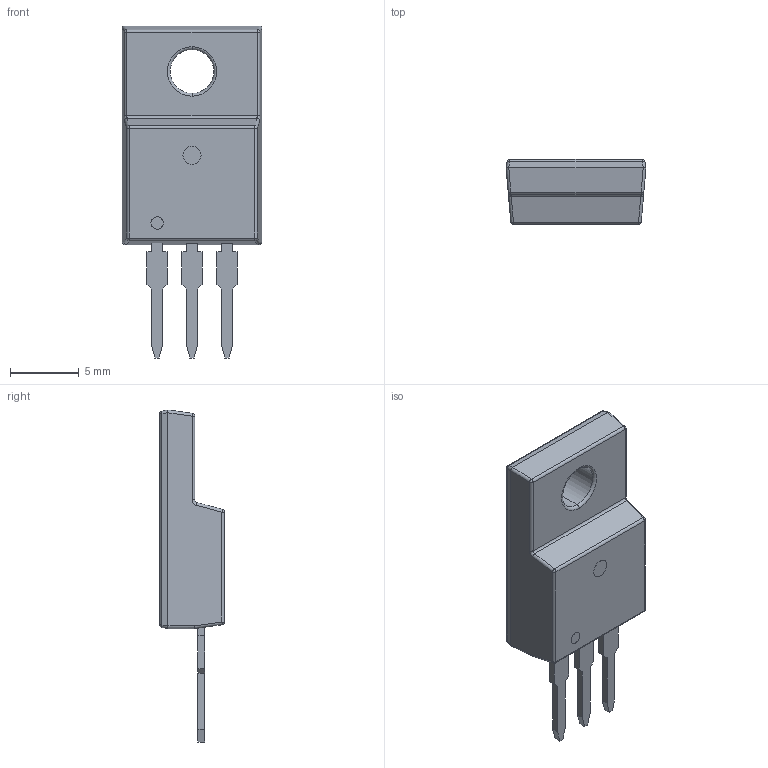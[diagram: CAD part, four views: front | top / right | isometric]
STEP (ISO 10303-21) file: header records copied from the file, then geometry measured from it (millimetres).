
FILE_DESCRIPTION (( 'STEP AP214' ), '1' );
FILE_NAME ('TO-220IS_L10.16-W4.7-P2.54-L.step', '2022-08-01T12:49:17', ( '' ), ( '' ), 'SwSTEP 2.0', 'SolidWorks 2020', '' );
FILE_SCHEMA (( 'AUTOMOTIVE_DESIGN' ));
Length unit declared in the file: millimetre
Products named in the file (1): TO-220IS_L10.16-W4.7-P2.54-L
Bounding box: 10.16 x 4.71 x 24.1 mm (x, y, z)
Volume: 573.3 mm3; surface area: 585.2 mm2
Topology: 2 solids, 2 shells, 390 faces, 1040 edges, 674 vertices
Faces by surface type: plane 232, bspline 114, cylinder 30, sphere 10, torus 4
Entity records: 16831 total; most frequent: CARTESIAN_POINT 4301, ORIENTED_EDGE 2060, DIRECTION 1390, EDGE_CURVE 1030, VECTOR 728, LINE 728, VERTEX_POINT 674, EDGE_LOOP 422
